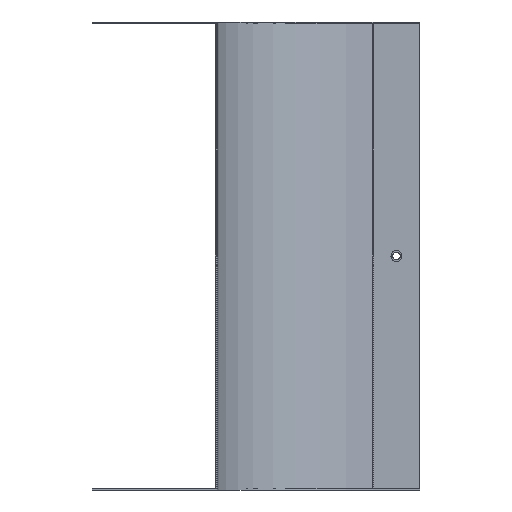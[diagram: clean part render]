
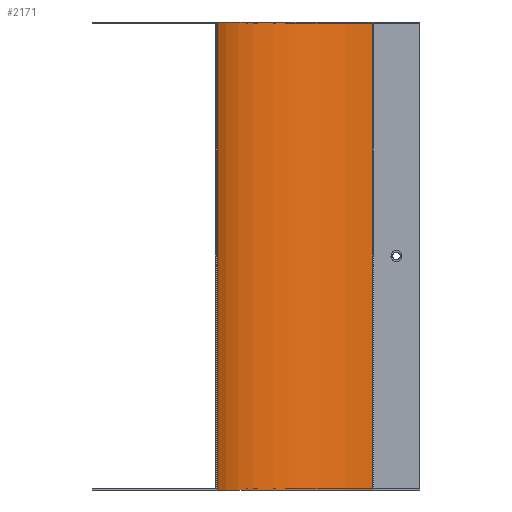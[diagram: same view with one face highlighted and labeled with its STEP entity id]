
A CAD part, left-side view. The second image highlights one B-rep face of the part: STEP entity #2171.
In plain terms, the highlighted cylindrical face has radius 100 mm (diameter 200 mm), a partial arc.
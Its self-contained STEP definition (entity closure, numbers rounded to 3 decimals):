
#94 = CARTESIAN_POINT ( 'NONE',  ( 0., 30., 1. ) ) ;
#95 = DIRECTION ( 'NONE',  ( 0., 0., -1. ) ) ;
#97 = CARTESIAN_POINT ( 'NONE',  ( -100., 30., -299. ) ) ;
#98 = DIRECTION ( 'NONE',  ( 0., 0., -1. ) ) ;
#99 = DIRECTION ( 'NONE',  ( -1., 0., 0. ) ) ;
#104 = CARTESIAN_POINT ( 'NONE',  ( -100., 30., 1. ) ) ;
#105 = DIRECTION ( 'NONE',  ( 0., 0., -1. ) ) ;
#106 = DIRECTION ( 'NONE',  ( -1., 0., 0. ) ) ;
#137 = CARTESIAN_POINT ( 'NONE',  ( -100., 130., 1. ) ) ;
#138 = DIRECTION ( 'NONE',  ( 0., 0., -1. ) ) ;
#506 = ORIENTED_EDGE ( 'NONE', *, *, #1093, .T. ) ;
#510 = ORIENTED_EDGE ( 'NONE', *, *, #1794, .T. ) ;
#576 = ORIENTED_EDGE ( 'NONE', *, *, #1097, .F. ) ;
#580 = ORIENTED_EDGE ( 'NONE', *, *, #1096, .F. ) ;
#670 = AXIS2_PLACEMENT_3D ( 'NONE', #1994, #1993, #1990 ) ;
#1002 = CYLINDRICAL_SURFACE ( 'NONE', #670, 100. ) ;
#1021 = AXIS2_PLACEMENT_3D ( 'NONE', #104, #105, #106 ) ;
#1022 = AXIS2_PLACEMENT_3D ( 'NONE', #97, #98, #99 ) ;
#1093 = EDGE_CURVE ( 'NONE', #2465, #2468, #1139, .T. ) ;
#1096 = EDGE_CURVE ( 'NONE', #2440, #2449, #1150, .T. ) ;
#1097 = EDGE_CURVE ( 'NONE', #2449, #2468, #1152, .T. ) ;
#1139 = CIRCLE ( 'NONE', #1022, 100. ) ;
#1150 = CIRCLE ( 'NONE', #1021, 100. ) ;
#1152 = LINE ( 'NONE', #94, #1154 ) ;
#1154 = VECTOR ( 'NONE', #95, 1000. ) ;
#1179 = LINE ( 'NONE', #137, #1182 ) ;
#1182 = VECTOR ( 'NONE', #138, 1000. ) ;
#1394 = FACE_OUTER_BOUND ( 'NONE', #1743, .T. ) ;
#1487 = CARTESIAN_POINT ( 'NONE',  ( -100., 130., 1. ) ) ;
#1494 = CARTESIAN_POINT ( 'NONE',  ( 0., 30., 1. ) ) ;
#1510 = CARTESIAN_POINT ( 'NONE',  ( -100., 130., -299. ) ) ;
#1513 = CARTESIAN_POINT ( 'NONE',  ( 0., 30., -299. ) ) ;
#1743 = EDGE_LOOP ( 'NONE', ( #510, #506, #576, #580 ) ) ;
#1794 = EDGE_CURVE ( 'NONE', #2440, #2465, #1179, .T. ) ;
#1990 = DIRECTION ( 'NONE',  ( -1., 0., 0. ) ) ;
#1993 = DIRECTION ( 'NONE',  ( 0., 0., -1. ) ) ;
#1994 = CARTESIAN_POINT ( 'NONE',  ( -100., 30., 1. ) ) ;
#2171 = ADVANCED_FACE ( 'NONE', ( #1394 ), #1002, .F. ) ;
#2440 = VERTEX_POINT ( 'NONE', #1487 ) ;
#2449 = VERTEX_POINT ( 'NONE', #1494 ) ;
#2465 = VERTEX_POINT ( 'NONE', #1510 ) ;
#2468 = VERTEX_POINT ( 'NONE', #1513 ) ;
